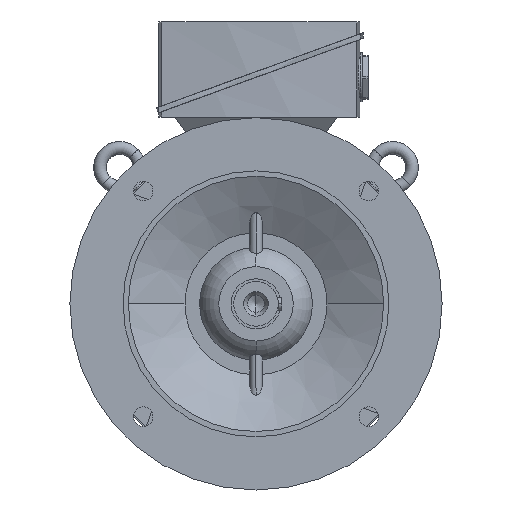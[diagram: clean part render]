
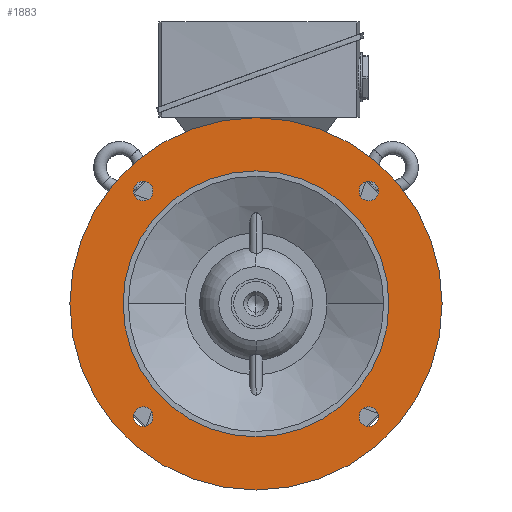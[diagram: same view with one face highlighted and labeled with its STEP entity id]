
A CAD part, left-side view. The second image highlights one B-rep face of the part: STEP entity #1883.
In plain terms, the highlighted planar face has unit normal (-1, 0, 0).
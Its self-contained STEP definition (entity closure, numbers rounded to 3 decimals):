
#1883=ADVANCED_FACE('',(#4445,#4446,#4447,#4448,#4449,#4450),#4451,.T.);
#4445=FACE_BOUND('',#7690,.T.);
#4446=FACE_BOUND('',#7691,.T.);
#4447=FACE_BOUND('',#7692,.T.);
#4448=FACE_BOUND('',#7693,.T.);
#4449=FACE_OUTER_BOUND('',#7694,.T.);
#4450=FACE_BOUND('',#7695,.T.);
#4451=PLANE('',#7696);
#7690=EDGE_LOOP('',(#13302,#13303));
#7691=EDGE_LOOP('',(#13304,#13305));
#7692=EDGE_LOOP('',(#13306,#13307));
#7693=EDGE_LOOP('',(#13308,#13309));
#7694=EDGE_LOOP('',(#13310,#13311));
#7695=EDGE_LOOP('',(#13312,#13313));
#7696=AXIS2_PLACEMENT_3D('',#13314,#13315,#13316);
#13302=ORIENTED_EDGE('',*,*,#21143,.T.);
#13303=ORIENTED_EDGE('',*,*,#19777,.T.);
#13304=ORIENTED_EDGE('',*,*,#21144,.T.);
#13305=ORIENTED_EDGE('',*,*,#19782,.T.);
#13306=ORIENTED_EDGE('',*,*,#21145,.T.);
#13307=ORIENTED_EDGE('',*,*,#19787,.T.);
#13308=ORIENTED_EDGE('',*,*,#21146,.T.);
#13309=ORIENTED_EDGE('',*,*,#19792,.T.);
#13310=ORIENTED_EDGE('',*,*,#19797,.F.);
#13311=ORIENTED_EDGE('',*,*,#21147,.F.);
#13312=ORIENTED_EDGE('',*,*,#19871,.T.);
#13313=ORIENTED_EDGE('',*,*,#20969,.T.);
#13314=CARTESIAN_POINT('',(-80.0,150.0,0.0));
#13315=DIRECTION('',(-1.0,0.0,0.0));
#13316=DIRECTION('',(0.0,-1.0,0.0));
#19777=EDGE_CURVE('',#23862,#23859,#23863,.T.);
#19782=EDGE_CURVE('',#23871,#23868,#23872,.T.);
#19787=EDGE_CURVE('',#23880,#23877,#23881,.T.);
#19792=EDGE_CURVE('',#23889,#23886,#23890,.T.);
#19797=EDGE_CURVE('',#23895,#23898,#23899,.T.);
#19871=EDGE_CURVE('',#24020,#24024,#24026,.T.);
#20969=EDGE_CURVE('',#24024,#24020,#25641,.T.);
#21143=EDGE_CURVE('',#23859,#23862,#25901,.T.);
#21144=EDGE_CURVE('',#23868,#23871,#25902,.T.);
#21145=EDGE_CURVE('',#23877,#23880,#25903,.T.);
#21146=EDGE_CURVE('',#23886,#23889,#25904,.T.);
#21147=EDGE_CURVE('',#23898,#23895,#25905,.T.);
#23859=VERTEX_POINT('',#30459);
#23862=VERTEX_POINT('',#30463);
#23863=CIRCLE('',#30464,9.25);
#23868=VERTEX_POINT('',#30470);
#23871=VERTEX_POINT('',#30474);
#23872=CIRCLE('',#30475,9.25);
#23877=VERTEX_POINT('',#30481);
#23880=VERTEX_POINT('',#30485);
#23881=CIRCLE('',#30486,9.25);
#23886=VERTEX_POINT('',#30492);
#23889=VERTEX_POINT('',#30496);
#23890=CIRCLE('',#30497,9.25);
#23895=VERTEX_POINT('',#30503);
#23898=VERTEX_POINT('',#30507);
#23899=CIRCLE('',#30508,175.0);
#24020=VERTEX_POINT('',#30885);
#24024=VERTEX_POINT('',#30890);
#24026=CIRCLE('',#30893,125.0);
#25641=CIRCLE('',#34158,125.0);
#25901=CIRCLE('',#34982,9.25);
#25902=CIRCLE('',#34983,9.25);
#25903=CIRCLE('',#34984,9.25);
#25904=CIRCLE('',#34985,9.25);
#25905=CIRCLE('',#34986,175.0);
#30459=CARTESIAN_POINT('',(-80.0,-112.607,-112.607));
#30463=CARTESIAN_POINT('',(-80.0,-99.525,-99.525));
#30464=AXIS2_PLACEMENT_3D('',#47114,#47115,#47116);
#30470=CARTESIAN_POINT('',(-80.0,112.607,-112.607));
#30474=CARTESIAN_POINT('',(-80.0,99.525,-99.525));
#30475=AXIS2_PLACEMENT_3D('',#47122,#47123,#47124);
#30481=CARTESIAN_POINT('',(-80.0,112.607,112.607));
#30485=CARTESIAN_POINT('',(-80.0,99.525,99.525));
#30486=AXIS2_PLACEMENT_3D('',#47130,#47131,#47132);
#30492=CARTESIAN_POINT('',(-80.0,-112.607,112.607));
#30496=CARTESIAN_POINT('',(-80.0,-99.525,99.525));
#30497=AXIS2_PLACEMENT_3D('',#47138,#47139,#47140);
#30503=CARTESIAN_POINT('',(-80.0,175.0,0.0));
#30507=CARTESIAN_POINT('',(-80.0,-175.0,0.));
#30508=AXIS2_PLACEMENT_3D('',#47146,#47147,#47148);
#30885=CARTESIAN_POINT('',(-80.0,125.0,0.0));
#30890=CARTESIAN_POINT('',(-80.0,-125.0,0.));
#30893=AXIS2_PLACEMENT_3D('',#47255,#47256,#47257);
#34158=AXIS2_PLACEMENT_3D('',#48384,#48385,#48386);
#34982=AXIS2_PLACEMENT_3D('',#48512,#48513,#48514);
#34983=AXIS2_PLACEMENT_3D('',#48515,#48516,#48517);
#34984=AXIS2_PLACEMENT_3D('',#48518,#48519,#48520);
#34985=AXIS2_PLACEMENT_3D('',#48521,#48522,#48523);
#34986=AXIS2_PLACEMENT_3D('',#48524,#48525,#48526);
#47114=CARTESIAN_POINT('',(-80.0,-106.066,-106.066));
#47115=DIRECTION('',(1.0,0.0,0.0));
#47116=DIRECTION('',(0.0,-0.707,-0.707));
#47122=CARTESIAN_POINT('',(-80.0,106.066,-106.066));
#47123=DIRECTION('',(1.0,-0.0,0.0));
#47124=DIRECTION('',(0.0,0.707,-0.707));
#47130=CARTESIAN_POINT('',(-80.0,106.066,106.066));
#47131=DIRECTION('',(1.0,0.0,-0.0));
#47132=DIRECTION('',(0.0,0.707,0.707));
#47138=CARTESIAN_POINT('',(-80.0,-106.066,106.066));
#47139=DIRECTION('',(1.0,0.0,-0.0));
#47140=DIRECTION('',(0.0,-0.707,0.707));
#47146=CARTESIAN_POINT('',(-80.0,0.0,0.0));
#47147=DIRECTION('',(1.0,0.0,0.0));
#47148=DIRECTION('',(0.0,1.0,0.0));
#47255=CARTESIAN_POINT('',(-80.0,0.0,0.0));
#47256=DIRECTION('',(1.0,0.0,0.0));
#47257=DIRECTION('',(0.0,1.0,0.0));
#48384=CARTESIAN_POINT('',(-80.0,0.0,0.0));
#48385=DIRECTION('',(1.0,0.0,0.0));
#48386=DIRECTION('',(0.0,1.0,0.0));
#48512=CARTESIAN_POINT('',(-80.0,-106.066,-106.066));
#48513=DIRECTION('',(1.0,0.0,0.0));
#48514=DIRECTION('',(0.0,-0.707,-0.707));
#48515=CARTESIAN_POINT('',(-80.0,106.066,-106.066));
#48516=DIRECTION('',(1.0,-0.0,0.0));
#48517=DIRECTION('',(0.0,0.707,-0.707));
#48518=CARTESIAN_POINT('',(-80.0,106.066,106.066));
#48519=DIRECTION('',(1.0,0.0,-0.0));
#48520=DIRECTION('',(0.0,0.707,0.707));
#48521=CARTESIAN_POINT('',(-80.0,-106.066,106.066));
#48522=DIRECTION('',(1.0,0.0,-0.0));
#48523=DIRECTION('',(0.0,-0.707,0.707));
#48524=CARTESIAN_POINT('',(-80.0,0.0,0.0));
#48525=DIRECTION('',(1.0,0.0,0.0));
#48526=DIRECTION('',(0.0,1.0,0.0));
